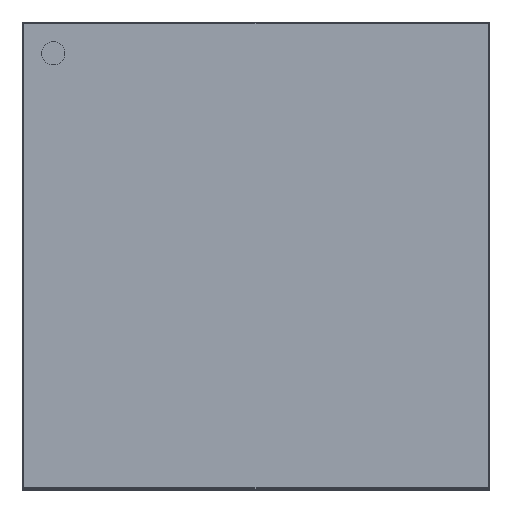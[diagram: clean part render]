
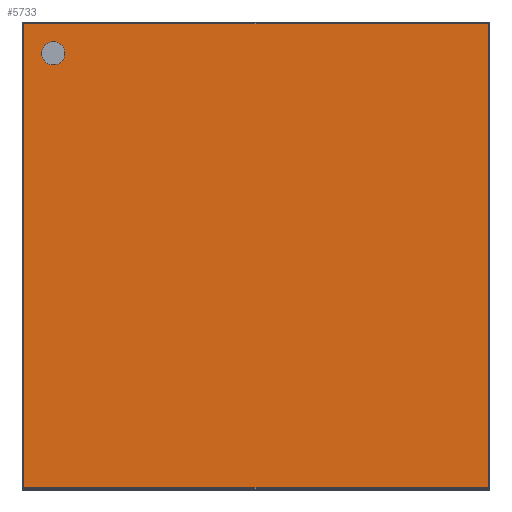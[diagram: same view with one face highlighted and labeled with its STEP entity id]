
A CAD part, top view. The second image highlights one B-rep face of the part: STEP entity #5733.
In plain terms, the highlighted planar face has unit normal (0, 0, 1).
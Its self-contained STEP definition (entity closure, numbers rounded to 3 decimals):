
#339=FACE_BOUND('',#1398,.T.);
#347=PLANE('',#6722);
#369=LINE('',#10393,#394);
#370=LINE('',#10395,#395);
#371=LINE('',#10397,#396);
#372=LINE('',#10398,#397);
#394=VECTOR('',#8712,1.);
#395=VECTOR('',#8713,1.);
#396=VECTOR('',#8714,1.);
#397=VECTOR('',#8715,1.);
#735=FACE_OUTER_BOUND('',#1397,.T.);
#1397=EDGE_LOOP('',(#4723,#4724,#4725,#4726));
#1398=EDGE_LOOP('',(#4727));
#2051=CIRCLE('',#6713,0.3);
#2701=VERTEX_POINT('',#10350);
#2715=VERTEX_POINT('',#10391);
#2716=VERTEX_POINT('',#10392);
#2717=VERTEX_POINT('',#10394);
#2718=VERTEX_POINT('',#10396);
#3367=EDGE_CURVE('',#2701,#2701,#2051,.T.);
#3386=EDGE_CURVE('',#2715,#2716,#369,.T.);
#3387=EDGE_CURVE('',#2716,#2717,#370,.T.);
#3388=EDGE_CURVE('',#2717,#2718,#371,.T.);
#3389=EDGE_CURVE('',#2718,#2715,#372,.T.);
#4723=ORIENTED_EDGE('',*,*,#3386,.T.);
#4724=ORIENTED_EDGE('',*,*,#3387,.T.);
#4725=ORIENTED_EDGE('',*,*,#3388,.T.);
#4726=ORIENTED_EDGE('',*,*,#3389,.T.);
#4727=ORIENTED_EDGE('',*,*,#3367,.T.);
#5733=ADVANCED_FACE('',(#735,#339),#347,.F.);
#6713=AXIS2_PLACEMENT_3D('',#10351,#8675,#8676);
#6722=AXIS2_PLACEMENT_3D('',#10390,#8710,#8711);
#8675=DIRECTION('center_axis',(0.,0.,-1.));
#8676=DIRECTION('ref_axis',(1.,0.,0.));
#8710=DIRECTION('center_axis',(0.,0.,-1.));
#8711=DIRECTION('ref_axis',(1.,0.,0.));
#8712=DIRECTION('',(0.,1.,0.));
#8713=DIRECTION('',(-1.,0.,0.));
#8714=DIRECTION('',(0.,-1.,0.));
#8715=DIRECTION('',(1.,0.,0.));
#10350=CARTESIAN_POINT('',(-5.5,5.2,0.97));
#10351=CARTESIAN_POINT('Origin',(-5.2,5.2,0.97));
#10390=CARTESIAN_POINT('Origin',(0.,0.,0.97));
#10391=CARTESIAN_POINT('',(5.95,-5.95,0.97));
#10392=CARTESIAN_POINT('',(5.95,5.95,0.97));
#10393=CARTESIAN_POINT('',(5.95,0.,0.97));
#10394=CARTESIAN_POINT('',(-5.95,5.95,0.97));
#10395=CARTESIAN_POINT('',(0.,5.95,0.97));
#10396=CARTESIAN_POINT('',(-5.95,-5.95,0.97));
#10397=CARTESIAN_POINT('',(-5.95,0.,0.97));
#10398=CARTESIAN_POINT('',(0.,-5.95,0.97));
